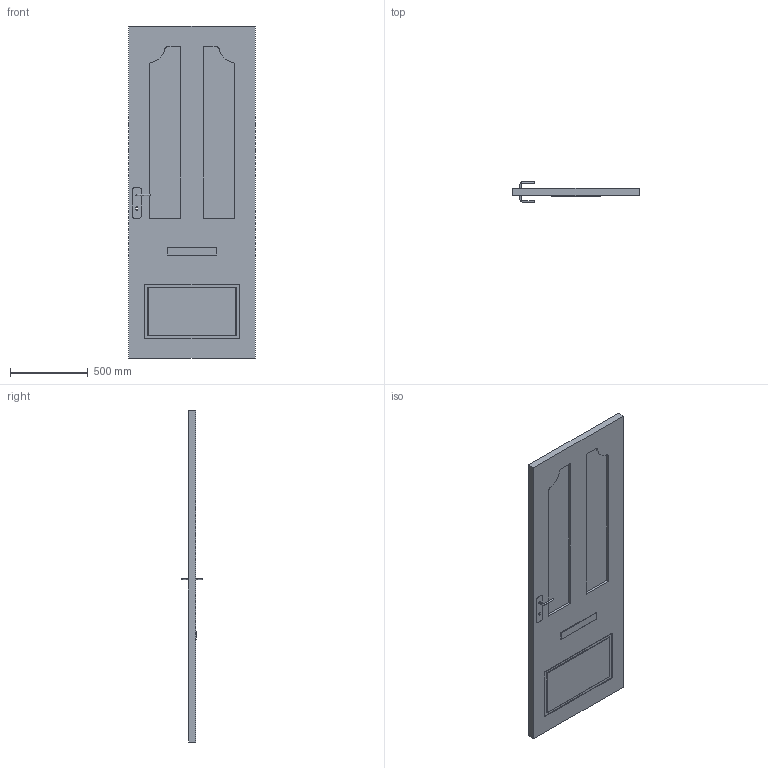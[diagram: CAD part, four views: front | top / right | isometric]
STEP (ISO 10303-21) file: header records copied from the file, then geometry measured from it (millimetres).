
FILE_DESCRIPTION(/* description */ ('Unknown'),/* implementation_level */ '2;1');
FILE_NAME(/* name */ 'Entry Door',/* time_stamp */ '2024-05-29T07:17:29+02:00',/* author */ ('Jones'),/* organization */ ('Unknown'),/* preprocessor_version */ 'ST-DEVELOPER v18.104',/* originating_system */ 'Solid Edge',/* authorisation */ 'Unknown');
FILE_SCHEMA (('AUTOMOTIVE_DESIGN {1 0 10303 214 3 1 1}'));
Length unit declared in the file: millimetre
Products named in the file (6): Entry Door; Entry Door - 001; Entry Door - 002; Entry Door - 003; Entry Door - 004; Entry Door - 005
Assembly tree (7 placements, depth 2):
  Entry Door
    Entry Door - 001
    Entry Door - 002  x2
    Entry Door - 003
    Entry Door - 004  x2
    Entry Door - 005
Bounding box: 813 x 129.8 x 2130 mm (x, y, z)
Volume: 64438373 mm3; surface area: 4147419.7 mm2
Topology: 7 solids, 7 shells, 116 faces, 293 edges, 193 vertices
Faces by surface type: plane 72, cylinder 43, bspline 1
Full cylindrical faces by diameter (mm): 10 x3
Entity records: 4081 total; most frequent: CARTESIAN_POINT 1744, DIRECTION 463, ORIENTED_EDGE 434, EDGE_CURVE 217, LINE 161, VECTOR 161, AXIS2_PLACEMENT_3D 151, VERTEX_POINT 144
